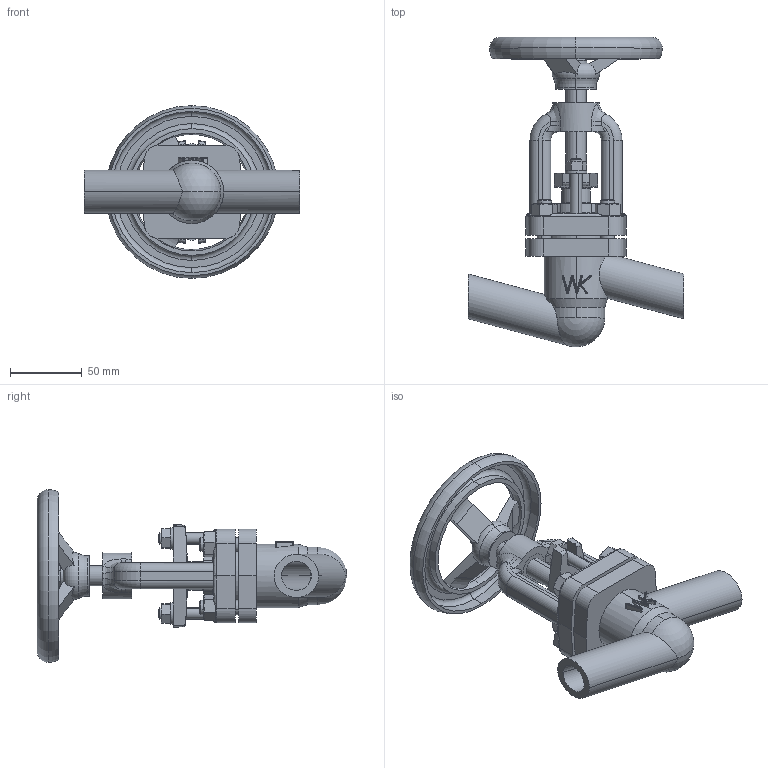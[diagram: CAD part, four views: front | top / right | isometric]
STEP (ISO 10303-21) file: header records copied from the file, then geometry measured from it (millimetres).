
FILE_DESCRIPTION (( 'STEP AP214' ), '1' );
FILE_NAME ('218S DN20 uproszczony.STEP', '2015-05-29T12:02:25', ( '' ), ( '' ), 'SwSTEP 2.0', 'SolidWorks 2015', '' );
FILE_SCHEMA (( 'AUTOMOTIVE_DESIGN' ));
Length unit declared in the file: millimetre
Products named in the file (1): 218S DN20 uproszczony
Bounding box: 150 x 215 x 120 mm (x, y, z)
Volume: 395165.9 mm3; surface area: 100799.1 mm2
Topology: 1 solids, 1 shells, 455 faces, 1144 edges, 695 vertices
Faces by surface type: cylinder 157, plane 155, cone 52, bspline 36, torus 34, sphere 21
Entity records: 20077 total; most frequent: CARTESIAN_POINT 6606, ORIENTED_EDGE 2252, DIRECTION 2017, EDGE_CURVE 1126, AXIS2_PLACEMENT_3D 821, VERTEX_POINT 695, EDGE_LOOP 499, FACE_OUTER_BOUND 455
